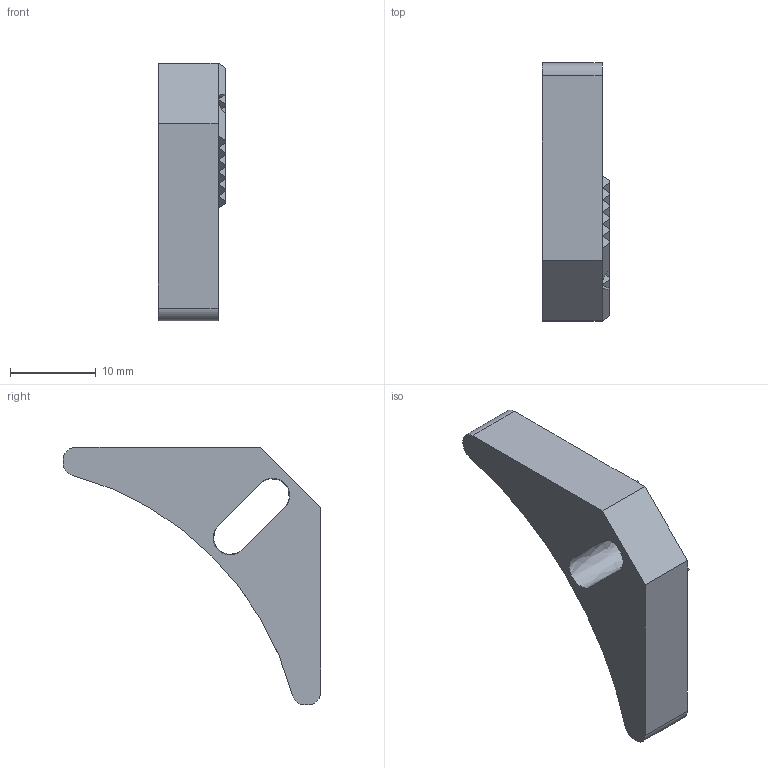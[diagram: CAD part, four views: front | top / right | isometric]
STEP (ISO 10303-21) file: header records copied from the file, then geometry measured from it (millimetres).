
FILE_DESCRIPTION(('FreeCAD Model'),'2;1');
FILE_NAME('Open CASCADE Shape Model','2024-12-14T10:32:01',(''),(''), 'Open CASCADE STEP processor 7.6','FreeCAD','Unknown');
FILE_SCHEMA(('AUTOMOTIVE_DESIGN { 1 0 10303 214 1 1 1 1 }'));
Length unit declared in the file: millimetre
Products named in the file (1): SM_BOTT_STOP_V2_P003
Bounding box: 7.9 x 30.13 x 30.13 mm (x, y, z)
Volume: 2369.5 mm3; surface area: 1613.8 mm2
Topology: 1 solids, 1 shells, 66 faces, 167 edges, 102 vertices
Faces by surface type: bspline 66
Entity records: 2149 total; most frequent: CARTESIAN_POINT 743, ORIENTED_EDGE 334, DIRECTION 189, EDGE_CURVE 167, LINE 121, VECTOR 121, VERTEX_POINT 102, FACE_BOUND 67
